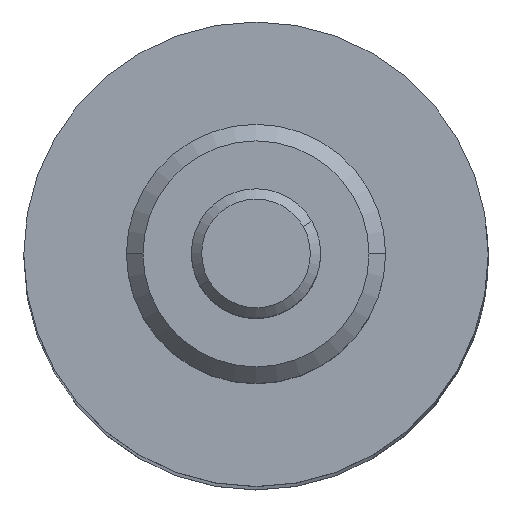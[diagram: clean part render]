
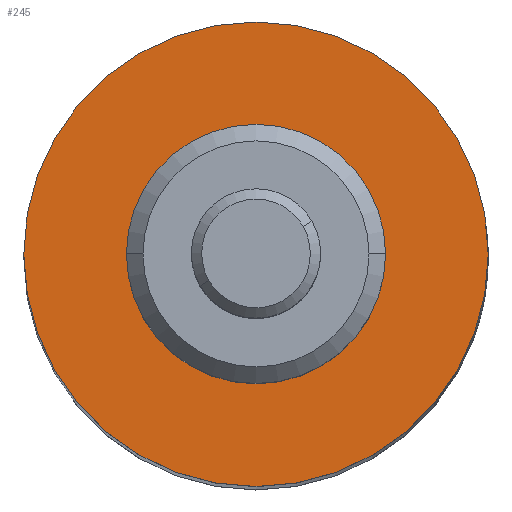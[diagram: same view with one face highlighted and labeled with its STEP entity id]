
A CAD part, top view. The second image highlights one B-rep face of the part: STEP entity #245.
In plain terms, the highlighted face is planar.
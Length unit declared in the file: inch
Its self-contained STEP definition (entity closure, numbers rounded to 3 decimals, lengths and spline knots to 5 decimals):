
#66 = EDGE_CURVE ( 'NONE', #108, #1695, #1122, .T. ) ;
#108 = VERTEX_POINT ( 'NONE', #1018 ) ;
#116 = ORIENTED_EDGE ( 'NONE', *, *, #790, .F. ) ;
#172 = ORIENTED_EDGE ( 'NONE', *, *, #191, .F. ) ;
#191 = EDGE_CURVE ( 'NONE', #1468, #885, #1866, .T. ) ;
#245 = ADVANCED_FACE ( 'NONE', ( #1322, #2290 ), #1075, .F. ) ;
#278 = CIRCLE ( 'NONE', #2178, 0.3125 ) ;
#327 = DIRECTION ( 'NONE',  ( -1., 0., 0. ) ) ;
#348 = CARTESIAN_POINT ( 'NONE',  ( 0.62, 0.56, 0. ) ) ;
#524 = CIRCLE ( 'NONE', #905, 0.56 ) ;
#598 = CARTESIAN_POINT ( 'NONE',  ( 0.62, 0., 0. ) ) ;
#711 = DIRECTION ( 'NONE',  ( -1., 0., 0. ) ) ;
#719 = DIRECTION ( 'NONE',  ( 0., 0., -1. ) ) ;
#785 = DIRECTION ( 'NONE',  ( 0., 0., 1. ) ) ;
#790 = EDGE_CURVE ( 'NONE', #885, #1468, #278, .T. ) ;
#817 = DIRECTION ( 'NONE',  ( -1., 0., 0. ) ) ;
#860 = EDGE_CURVE ( 'NONE', #1695, #108, #524, .T. ) ;
#885 = VERTEX_POINT ( 'NONE', #1562 ) ;
#905 = AXIS2_PLACEMENT_3D ( 'NONE', #1914, #817, #2100 ) ;
#1014 = AXIS2_PLACEMENT_3D ( 'NONE', #1434, #327, #1622 ) ;
#1018 = CARTESIAN_POINT ( 'NONE',  ( 0.62, 0., -0.56 ) ) ;
#1075 = PLANE ( 'NONE',  #2358 ) ;
#1122 = CIRCLE ( 'NONE', #1014, 0.56 ) ;
#1142 = CARTESIAN_POINT ( 'NONE',  ( 0.62, 0., 0.3125 ) ) ;
#1322 = FACE_BOUND ( 'NONE', #1775, .T. ) ;
#1383 = AXIS2_PLACEMENT_3D ( 'NONE', #1810, #711, #1990 ) ;
#1434 = CARTESIAN_POINT ( 'NONE',  ( 0.62, 0., 0. ) ) ;
#1468 = VERTEX_POINT ( 'NONE', #1142 ) ;
#1556 = ORIENTED_EDGE ( 'NONE', *, *, #66, .T. ) ;
#1562 = CARTESIAN_POINT ( 'NONE',  ( 0.62, 0., -0.3125 ) ) ;
#1594 = CARTESIAN_POINT ( 'NONE',  ( 0.62, 0., 0.56 ) ) ;
#1622 = DIRECTION ( 'NONE',  ( 0., 0., 1. ) ) ;
#1695 = VERTEX_POINT ( 'NONE', #1594 ) ;
#1775 = EDGE_LOOP ( 'NONE', ( #172, #116 ) ) ;
#1810 = CARTESIAN_POINT ( 'NONE',  ( 0.62, 0., 0. ) ) ;
#1818 = DIRECTION ( 'NONE',  ( 1., 0., 0. ) ) ;
#1866 = CIRCLE ( 'NONE', #1383, 0.3125 ) ;
#1887 = DIRECTION ( 'NONE',  ( -1., 0., 0. ) ) ;
#1914 = CARTESIAN_POINT ( 'NONE',  ( 0.62, 0., 0. ) ) ;
#1927 = ORIENTED_EDGE ( 'NONE', *, *, #860, .T. ) ;
#1990 = DIRECTION ( 'NONE',  ( 0., 0., 1. ) ) ;
#2100 = DIRECTION ( 'NONE',  ( 0., 0., 1. ) ) ;
#2178 = AXIS2_PLACEMENT_3D ( 'NONE', #598, #1887, #785 ) ;
#2278 = EDGE_LOOP ( 'NONE', ( #1927, #1556 ) ) ;
#2290 = FACE_OUTER_BOUND ( 'NONE', #2278, .T. ) ;
#2358 = AXIS2_PLACEMENT_3D ( 'NONE', #348, #1818, #719 ) ;
